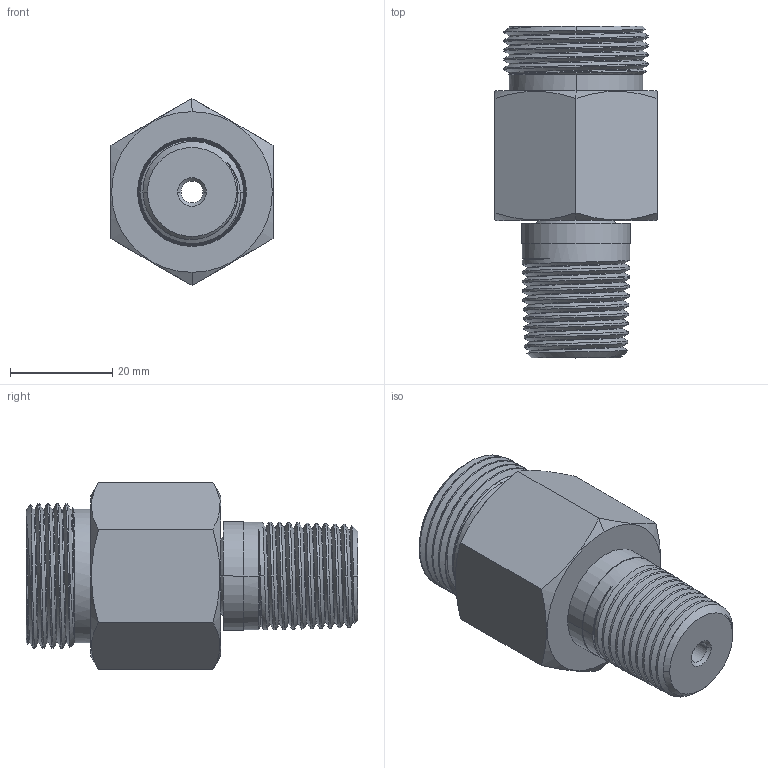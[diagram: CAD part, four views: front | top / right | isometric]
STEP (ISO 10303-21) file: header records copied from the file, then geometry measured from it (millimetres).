
FILE_DESCRIPTION (( 'STEP AP203' ), '1' );
FILE_NAME ('AD-705MSS-8MNPT.STEP', '2025-08-07T20:18:40', ( '' ), ( '' ), 'SwSTEP 2.0', 'SolidWorks 2018', '' );
FILE_SCHEMA (( 'CONFIG_CONTROL_DESIGN' ));
Length unit declared in the file: inch
Products named in the file (3): PRT-000959; PRT-002749; AD-705MSS-8MNPT
Assembly tree (2 placements, depth 2):
  AD-705MSS-8MNPT
    PRT-000959
    PRT-002749
Bounding box: 31.75 x 65.02 x 36.66 mm (x, y, z)
Volume: 33478.1 mm3; surface area: 11845.9 mm2
Topology: 2 solids, 2 shells, 191 faces, 513 edges, 336 vertices
Faces by surface type: cone 69, bspline 59, plane 36, cylinder 27
Entity records: 23531 total; most frequent: CARTESIAN_POINT 19114, ORIENTED_EDGE 1026, DIRECTION 574, EDGE_CURVE 513, VERTEX_POINT 336, B_SPLINE_CURVE_WITH_KNOTS 247, EDGE_LOOP 205, LINE 192
